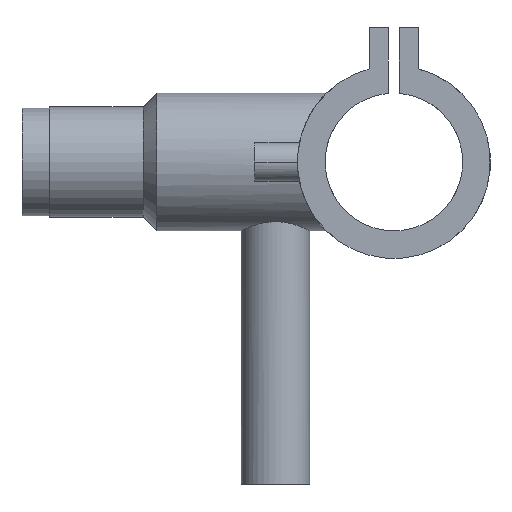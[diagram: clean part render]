
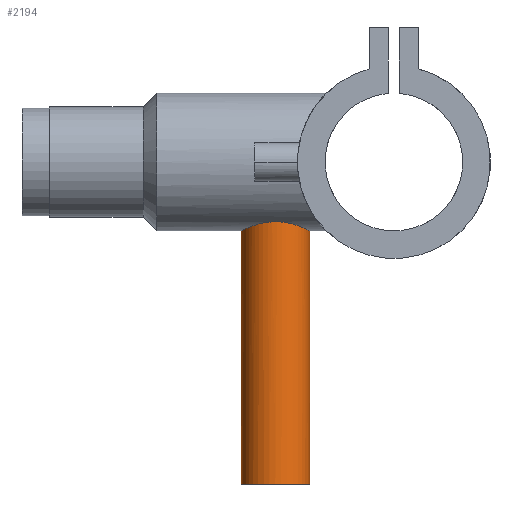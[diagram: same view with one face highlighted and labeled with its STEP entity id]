
A CAD part, left-side view. The second image highlights one B-rep face of the part: STEP entity #2194.
In plain terms, the highlighted cylindrical face has radius 12.5 mm (diameter 25 mm), a partial arc.
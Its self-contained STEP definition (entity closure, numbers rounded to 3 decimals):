
#74 = DIRECTION ( 'NONE',  ( 0., 0., -1. ) ) ;
#189 = CARTESIAN_POINT ( 'NONE',  ( -0.841, 55.5, -25. ) ) ;
#204 = CARTESIAN_POINT ( 'NONE',  ( -9.401, 51.248, -23.167 ) ) ;
#220 = CARTESIAN_POINT ( 'NONE',  ( -12.397, 41.343, -21.71 ) ) ;
#237 = CARTESIAN_POINT ( 'NONE',  ( -7.653, 33.083, -23.81 ) ) ;
#380 = DIRECTION ( 'NONE',  ( 0., 1., 0. ) ) ;
#383 = DIRECTION ( 'NONE',  ( 0., 0., -1. ) ) ;
#384 = CARTESIAN_POINT ( 'NONE',  ( 0., 43., -117. ) ) ;
#402 = EDGE_CURVE ( 'NONE', #1739, #1831, #1653, .T. ) ;
#411 = CARTESIAN_POINT ( 'NONE',  ( 0., 55.5, -25. ) ) ;
#452 = CARTESIAN_POINT ( 'NONE',  ( -8.269, 52.383, -23.595 ) ) ;
#471 = CARTESIAN_POINT ( 'NONE',  ( -12.499, 43.844, -21.651 ) ) ;
#484 = CARTESIAN_POINT ( 'NONE',  ( -9.393, 34.743, -23.17 ) ) ;
#500 = CARTESIAN_POINT ( 'NONE',  ( -0.83, 30.5, -25. ) ) ;
#699 = CARTESIAN_POINT ( 'NONE',  ( -6.308, 53.822, -24.201 ) ) ;
#701 = CARTESIAN_POINT ( 'NONE',  ( 0., 55.5, 0. ) ) ;
#718 = CARTESIAN_POINT ( 'NONE',  ( -12.068, 46.284, -21.895 ) ) ;
#736 = CARTESIAN_POINT ( 'NONE',  ( -10.827, 36.701, -22.539 ) ) ;
#752 = CARTESIAN_POINT ( 'NONE',  ( -3.285, 30.932, -24.786 ) ) ;
#852 = EDGE_CURVE ( 'NONE', #1185, #1739, #1320, .T. ) ;
#902 = CARTESIAN_POINT ( 'NONE',  ( 0., 43., 0. ) ) ;
#953 = CARTESIAN_POINT ( 'NONE',  ( -4.073, 54.825, -24.669 ) ) ;
#968 = CARTESIAN_POINT ( 'NONE',  ( -11.214, 48.581, -22.346 ) ) ;
#985 = CARTESIAN_POINT ( 'NONE',  ( -11.829, 38.938, -22.025 ) ) ;
#1000 = CARTESIAN_POINT ( 'NONE',  ( -5.207, 31.629, -24.455 ) ) ;
#1064 = EDGE_CURVE ( 'NONE', #1866, #1831, #2346, .T. ) ;
#1091 = CARTESIAN_POINT ( 'NONE',  ( 0., 30.5, -25. ) ) ;
#1181 = VECTOR ( 'NONE', #1636, 1000. ) ;
#1185 = VERTEX_POINT ( 'NONE', #1091 ) ;
#1193 = CARTESIAN_POINT ( 'NONE',  ( -1.666, 55.416, -24.958 ) ) ;
#1206 = CARTESIAN_POINT ( 'NONE',  ( -9.913, 50.626, -22.952 ) ) ;
#1219 = CARTESIAN_POINT ( 'NONE',  ( -12.335, 40.933, -21.745 ) ) ;
#1235 = CARTESIAN_POINT ( 'NONE',  ( -6.637, 32.4, -24.105 ) ) ;
#1259 = EDGE_CURVE ( 'NONE', #1866, #1185, #2399, .T. ) ;
#1320 = LINE ( 'NONE', #2069, #2278 ) ;
#1430 = CARTESIAN_POINT ( 'NONE',  ( -8.566, 52.113, -23.489 ) ) ;
#1443 = CARTESIAN_POINT ( 'NONE',  ( -12.5, 42.596, -21.65 ) ) ;
#1455 = CARTESIAN_POINT ( 'NONE',  ( -9.123, 34.446, -23.278 ) ) ;
#1469 = CARTESIAN_POINT ( 'NONE',  ( 0., 30.5, -25. ) ) ;
#1519 = AXIS2_PLACEMENT_3D ( 'NONE', #384, #383, #380 ) ;
#1552 = ORIENTED_EDGE ( 'NONE', *, *, #852, .F. ) ;
#1555 = ORIENTED_EDGE ( 'NONE', *, *, #1259, .F. ) ;
#1556 = ORIENTED_EDGE ( 'NONE', *, *, #1064, .T. ) ;
#1557 = ORIENTED_EDGE ( 'NONE', *, *, #402, .F. ) ;
#1634 = CARTESIAN_POINT ( 'NONE',  ( -7.32, 53.141, -23.907 ) ) ;
#1636 = DIRECTION ( 'NONE',  ( 0., 0., -1. ) ) ;
#1649 = CARTESIAN_POINT ( 'NONE',  ( -12.171, 45.879, -21.837 ) ) ;
#1653 = CIRCLE ( 'NONE', #1519, 12.5 ) ;
#1662 = CARTESIAN_POINT ( 'NONE',  ( -10.151, 35.694, -22.848 ) ) ;
#1675 = CARTESIAN_POINT ( 'NONE',  ( -2.879, 30.829, -24.837 ) ) ;
#1686 = AXIS2_PLACEMENT_3D ( 'NONE', #902, #1798, #2320 ) ;
#1739 = VERTEX_POINT ( 'NONE', #2418 ) ;
#1798 = DIRECTION ( 'NONE',  ( 0., 0., -1. ) ) ;
#1831 = VERTEX_POINT ( 'NONE', #2099 ) ;
#1843 = CARTESIAN_POINT ( 'NONE',  ( -4.463, 54.683, -24.601 ) ) ;
#1855 = CARTESIAN_POINT ( 'NONE',  ( -11.685, 47.458, -22.102 ) ) ;
#1866 = VERTEX_POINT ( 'NONE', #411 ) ;
#1868 = CARTESIAN_POINT ( 'NONE',  ( -11.687, 38.548, -22.101 ) ) ;
#1882 = CARTESIAN_POINT ( 'NONE',  ( -4.456, 31.314, -24.603 ) ) ;
#1890 = EDGE_LOOP ( 'NONE', ( #1552, #1555, #1556, #1557 ) ) ;
#1989 = FACE_OUTER_BOUND ( 'NONE', #1890, .T. ) ;
#2014 = CARTESIAN_POINT ( 'NONE',  ( -2.879, 55.171, -24.837 ) ) ;
#2021 = CARTESIAN_POINT ( 'NONE',  ( -10.156, 50.299, -22.846 ) ) ;
#2027 = CARTESIAN_POINT ( 'NONE',  ( -12.172, 40.124, -21.837 ) ) ;
#2035 = CARTESIAN_POINT ( 'NONE',  ( -6.288, 32.189, -24.199 ) ) ;
#2069 = CARTESIAN_POINT ( 'NONE',  ( 0., 30.5, 0. ) ) ;
#2099 = CARTESIAN_POINT ( 'NONE',  ( 0., 55.5, -117. ) ) ;
#2117 = CARTESIAN_POINT ( 'NONE',  ( 0., 55.5, -25. ) ) ;
#2126 = CARTESIAN_POINT ( 'NONE',  ( -9.132, 51.545, -23.274 ) ) ;
#2132 = CARTESIAN_POINT ( 'NONE',  ( -12.48, 42.174, -21.662 ) ) ;
#2138 = CARTESIAN_POINT ( 'NONE',  ( -8.273, 33.595, -23.599 ) ) ;
#2194 = ADVANCED_FACE ( 'NONE', ( #1989 ), #2426, .T. ) ;
#2234 = CARTESIAN_POINT ( 'NONE',  ( -7.647, 52.896, -23.804 ) ) ;
#2243 = CARTESIAN_POINT ( 'NONE',  ( -12.416, 44.664, -21.7 ) ) ;
#2248 = CARTESIAN_POINT ( 'NONE',  ( -9.907, 35.367, -22.955 ) ) ;
#2255 = CARTESIAN_POINT ( 'NONE',  ( -1.653, 30.582, -24.959 ) ) ;
#2278 = VECTOR ( 'NONE', #74, 1000. ) ;
#2320 = DIRECTION ( 'NONE',  ( 0., 1., 0. ) ) ;
#2345 = CARTESIAN_POINT ( 'NONE',  ( -5.595, 54.208, -24.378 ) ) ;
#2346 = LINE ( 'NONE', #701, #1181 ) ;
#2352 = CARTESIAN_POINT ( 'NONE',  ( -11.825, 47.073, -22.027 ) ) ;
#2361 = CARTESIAN_POINT ( 'NONE',  ( -11.212, 37.413, -22.348 ) ) ;
#2367 = CARTESIAN_POINT ( 'NONE',  ( -4.072, 31.175, -24.669 ) ) ;
#2399 = B_SPLINE_CURVE_WITH_KNOTS ( 'NONE', 3,
 ( #2117, #189, #1193, #2014, #2451, #953, #1843, #2345, #699, #1634, #2234, #452, #1430, #2126, #204, #1206, #2021, #2460, #968, #1855, #2352, #718, #1649, #2243, #471, #1443, #2132, #220, #1219, #2027, #2465, #985, #1868, #2361, #736, #1662, #2248, #484, #1455, #2138, #237, #1235, #2035, #2471, #1000, #1882, #2367, #752, #1675, #2255, #500, #1469 ),
 .UNSPECIFIED., .F., .F.,
 ( 4, 2, 2, 2, 2, 2, 2, 2, 2, 2, 2, 2, 2, 2, 2, 2, 2, 2, 2, 2, 2, 2, 2, 2, 2, 4 ),
 ( 0., 0.002, 0.004, 0.005, 0.007, 0.009, 0.01, 0.011, 0.012, 0.015, 0.016, 0.017, 0.02, 0.021, 0.022, 0.024, 0.025, 0.027, 0.029, 0.03, 0.032, 0.034, 0.035, 0.036, 0.037, 0.04 ),
 .UNSPECIFIED. ) ;
#2418 = CARTESIAN_POINT ( 'NONE',  ( 0., 30.5, -117. ) ) ;
#2426 = CYLINDRICAL_SURFACE ( 'NONE', #1686, 12.5 ) ;
#2451 = CARTESIAN_POINT ( 'NONE',  ( -3.28, 55.069, -24.787 ) ) ;
#2460 = CARTESIAN_POINT ( 'NONE',  ( -10.832, 49.29, -22.537 ) ) ;
#2465 = CARTESIAN_POINT ( 'NONE',  ( -12.07, 39.725, -21.893 ) ) ;
#2471 = CARTESIAN_POINT ( 'NONE',  ( -5.573, 31.804, -24.374 ) ) ;
